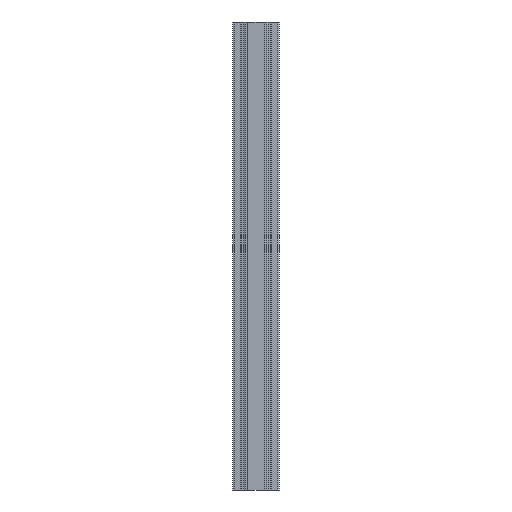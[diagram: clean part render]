
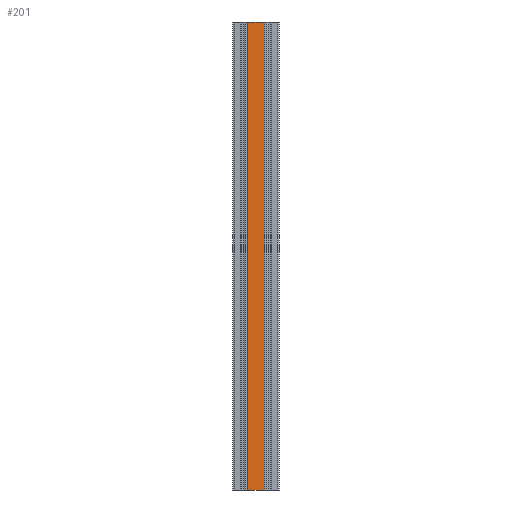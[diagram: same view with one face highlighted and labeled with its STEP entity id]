
A CAD part, left-side view. The second image highlights one B-rep face of the part: STEP entity #201.
In plain terms, the highlighted planar face has unit normal (-1, 0, 0).
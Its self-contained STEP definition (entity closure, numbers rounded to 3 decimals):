
#201 = ADVANCED_FACE( '', ( #570 ), #571, .T. );
#570 = FACE_OUTER_BOUND( '', #1068, .T. );
#571 = PLANE( '', #1069 );
#1068 = EDGE_LOOP( '', ( #2196, #2197, #2198, #2199 ) );
#1069 = AXIS2_PLACEMENT_3D( '', #2200, #2201, #2202 );
#2196 = ORIENTED_EDGE( '', *, *, #3860, .F. );
#2197 = ORIENTED_EDGE( '', *, *, #3859, .F. );
#2198 = ORIENTED_EDGE( '', *, *, #3861, .T. );
#2199 = ORIENTED_EDGE( '', *, *, #3862, .T. );
#2200 = CARTESIAN_POINT( '', ( -15., 25.492, -600. ) );
#2201 = DIRECTION( '', ( -1., 0., 0. ) );
#2202 = DIRECTION( '', ( 0., 0., 1. ) );
#3859 = EDGE_CURVE( '', #4833, #4831, #4835, .T. );
#3860 = EDGE_CURVE( '', #4831, #4836, #4837, .T. );
#3861 = EDGE_CURVE( '', #4833, #4838, #4839, .T. );
#3862 = EDGE_CURVE( '', #4838, #4836, #4840, .T. );
#4831 = VERTEX_POINT( '', #6298 );
#4833 = VERTEX_POINT( '', #6300 );
#4835 = LINE( '', #6302, #6303 );
#4836 = VERTEX_POINT( '', #6304 );
#4837 = LINE( '', #6305, #6306 );
#4838 = VERTEX_POINT( '', #6307 );
#4839 = LINE( '', #6308, #6309 );
#4840 = LINE( '', #6310, #6311 );
#6298 = CARTESIAN_POINT( '', ( -15., 25.492, 0. ) );
#6300 = CARTESIAN_POINT( '', ( -15., 25.492, -600. ) );
#6302 = CARTESIAN_POINT( '', ( -15., 25.492, -600. ) );
#6303 = VECTOR( '', #7707, 1000. );
#6304 = CARTESIAN_POINT( '', ( -15., 4.508, 0. ) );
#6305 = CARTESIAN_POINT( '', ( -15., 25.492, 0. ) );
#6306 = VECTOR( '', #7708, 1000. );
#6307 = CARTESIAN_POINT( '', ( -15., 4.508, -600. ) );
#6308 = CARTESIAN_POINT( '', ( -15., 25.492, -600. ) );
#6309 = VECTOR( '', #7709, 1000. );
#6310 = CARTESIAN_POINT( '', ( -15., 4.508, -600. ) );
#6311 = VECTOR( '', #7710, 1000. );
#7707 = DIRECTION( '', ( 0., 0., 1. ) );
#7708 = DIRECTION( '', ( 0., -1., 0. ) );
#7709 = DIRECTION( '', ( 0., -1., 0. ) );
#7710 = DIRECTION( '', ( 0., 0., 1. ) );
